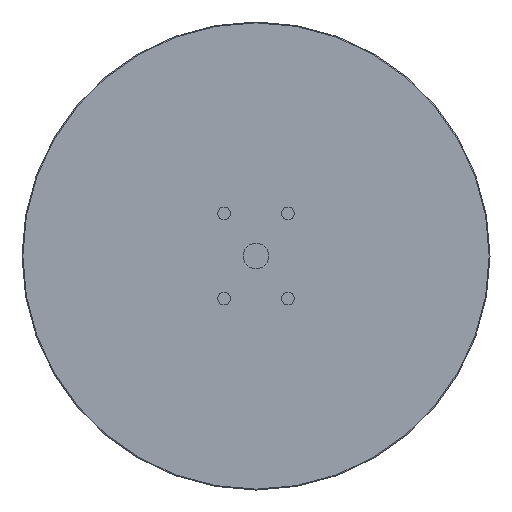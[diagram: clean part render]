
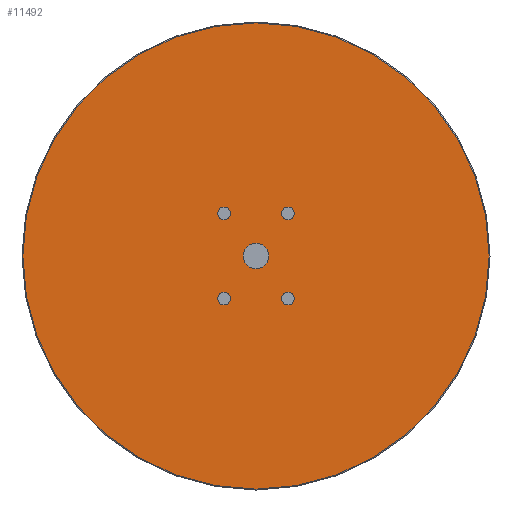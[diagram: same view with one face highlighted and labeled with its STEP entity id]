
A CAD part, left-side view. The second image highlights one B-rep face of the part: STEP entity #11492.
In plain terms, the highlighted planar face has unit normal (-1, 0, 0).
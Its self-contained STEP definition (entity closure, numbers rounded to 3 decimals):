
#4 = EDGE_LOOP ( 'NONE', ( #9989, #5181 ) ) ;
#424 = CARTESIAN_POINT ( 'NONE',  ( 32.644, 64.995, 44.256 ) ) ;
#500 = CARTESIAN_POINT ( 'NONE',  ( 32.644, 64.995, 64.256 ) ) ;
#548 = CARTESIAN_POINT ( 'NONE',  ( 32.644, 49.995, 44.256 ) ) ;
#590 = ORIENTED_EDGE ( 'NONE', *, *, #3093, .T. ) ;
#616 = ORIENTED_EDGE ( 'NONE', *, *, #10516, .T. ) ;
#688 = EDGE_LOOP ( 'NONE', ( #616, #2672 ) ) ;
#788 = CARTESIAN_POINT ( 'NONE',  ( 32.644, 49.995, 44.256 ) ) ;
#809 = FACE_OUTER_BOUND ( 'NONE', #7825, .T. ) ;
#1002 = DIRECTION ( 'NONE',  ( -1., 0., 0. ) ) ;
#1027 = DIRECTION ( 'NONE',  ( -1., 0., 0. ) ) ;
#1180 = AXIS2_PLACEMENT_3D ( 'NONE', #5370, #9066, #3355 ) ;
#1328 = ORIENTED_EDGE ( 'NONE', *, *, #8301, .T. ) ;
#1382 = CARTESIAN_POINT ( 'NONE',  ( 32.644, 63.495, 64.256 ) ) ;
#1594 = DIRECTION ( 'NONE',  ( 1., 0., 0. ) ) ;
#1884 = ORIENTED_EDGE ( 'NONE', *, *, #4980, .T. ) ;
#2023 = EDGE_LOOP ( 'NONE', ( #4720, #4505 ) ) ;
#2129 = CARTESIAN_POINT ( 'NONE',  ( 32.644, 49.995, 64.256 ) ) ;
#2232 = VERTEX_POINT ( 'NONE', #10118 ) ;
#2449 = FACE_BOUND ( 'NONE', #2023, .T. ) ;
#2480 = VERTEX_POINT ( 'NONE', #7733 ) ;
#2600 = DIRECTION ( 'NONE',  ( 0., 1., 0. ) ) ;
#2672 = ORIENTED_EDGE ( 'NONE', *, *, #4233, .T. ) ;
#2885 = DIRECTION ( 'NONE',  ( 0., 1., 0. ) ) ;
#3022 = CIRCLE ( 'NONE', #10121, 1.5 ) ;
#3093 = EDGE_CURVE ( 'NONE', #2232, #4280, #10933, .T. ) ;
#3253 = VERTEX_POINT ( 'NONE', #7866 ) ;
#3304 = CIRCLE ( 'NONE', #6031, 1.5 ) ;
#3355 = DIRECTION ( 'NONE',  ( 0., 1., 0. ) ) ;
#3472 = VERTEX_POINT ( 'NONE', #10872 ) ;
#3601 = EDGE_CURVE ( 'NONE', #3253, #4560, #8862, .T. ) ;
#3908 = CIRCLE ( 'NONE', #8183, 1.5 ) ;
#4233 = EDGE_CURVE ( 'NONE', #5509, #2480, #3022, .T. ) ;
#4280 = VERTEX_POINT ( 'NONE', #5121 ) ;
#4320 = DIRECTION ( 'NONE',  ( 0., 1., 0. ) ) ;
#4505 = ORIENTED_EDGE ( 'NONE', *, *, #5542, .T. ) ;
#4560 = VERTEX_POINT ( 'NONE', #6013 ) ;
#4634 = CIRCLE ( 'NONE', #9352, 3. ) ;
#4720 = ORIENTED_EDGE ( 'NONE', *, *, #9077, .T. ) ;
#4874 = CARTESIAN_POINT ( 'NONE',  ( 32.644, 57.495, 54.256 ) ) ;
#4980 = EDGE_CURVE ( 'NONE', #3472, #5358, #9128, .T. ) ;
#5002 = FACE_BOUND ( 'NONE', #688, .T. ) ;
#5089 = CARTESIAN_POINT ( 'NONE',  ( 32.644, 57.495, 54.256 ) ) ;
#5121 = CARTESIAN_POINT ( 'NONE',  ( 32.644, 60.495, 54.256 ) ) ;
#5181 = ORIENTED_EDGE ( 'NONE', *, *, #6817, .T. ) ;
#5193 = CARTESIAN_POINT ( 'NONE',  ( 32.644, 2.695, 54.256 ) ) ;
#5358 = VERTEX_POINT ( 'NONE', #1382 ) ;
#5370 = CARTESIAN_POINT ( 'NONE',  ( 32.644, 64.995, 64.256 ) ) ;
#5440 = FACE_BOUND ( 'NONE', #9348, .T. ) ;
#5470 = VERTEX_POINT ( 'NONE', #10003 ) ;
#5509 = VERTEX_POINT ( 'NONE', #7167 ) ;
#5542 = EDGE_CURVE ( 'NONE', #8928, #8496, #3304, .T. ) ;
#5546 = CIRCLE ( 'NONE', #6278, 54.8 ) ;
#5990 = AXIS2_PLACEMENT_3D ( 'NONE', #5089, #11743, #8982 ) ;
#6013 = CARTESIAN_POINT ( 'NONE',  ( 32.644, 48.495, 64.256 ) ) ;
#6031 = AXIS2_PLACEMENT_3D ( 'NONE', #788, #6456, #2600 ) ;
#6161 = DIRECTION ( 'NONE',  ( 0., 1., 0. ) ) ;
#6183 = FACE_BOUND ( 'NONE', #4, .T. ) ;
#6278 = AXIS2_PLACEMENT_3D ( 'NONE', #9477, #1002, #6679 ) ;
#6284 = DIRECTION ( 'NONE',  ( 1., 0., 0. ) ) ;
#6456 = DIRECTION ( 'NONE',  ( 1., 0., 0. ) ) ;
#6679 = DIRECTION ( 'NONE',  ( 0., 1., 0. ) ) ;
#6710 = EDGE_CURVE ( 'NONE', #5470, #12205, #5546, .T. ) ;
#6794 = DIRECTION ( 'NONE',  ( 0., 1., 0. ) ) ;
#6817 = EDGE_CURVE ( 'NONE', #4560, #3253, #3908, .T. ) ;
#7155 = DIRECTION ( 'NONE',  ( 0., 1., 0. ) ) ;
#7167 = CARTESIAN_POINT ( 'NONE',  ( 32.644, 63.495, 44.256 ) ) ;
#7254 = CARTESIAN_POINT ( 'NONE',  ( 32.644, 51.495, 44.256 ) ) ;
#7306 = CARTESIAN_POINT ( 'NONE',  ( 32.644, 57.495, 54.256 ) ) ;
#7674 = AXIS2_PLACEMENT_3D ( 'NONE', #9171, #6284, #8263 ) ;
#7733 = CARTESIAN_POINT ( 'NONE',  ( 32.644, 66.495, 44.256 ) ) ;
#7825 = EDGE_LOOP ( 'NONE', ( #10444, #9074 ) ) ;
#7866 = CARTESIAN_POINT ( 'NONE',  ( 32.644, 51.495, 64.256 ) ) ;
#7890 = CIRCLE ( 'NONE', #1180, 1.5 ) ;
#8113 = AXIS2_PLACEMENT_3D ( 'NONE', #8637, #1027, #2885 ) ;
#8152 = DIRECTION ( 'NONE',  ( 1., 0., 0. ) ) ;
#8183 = AXIS2_PLACEMENT_3D ( 'NONE', #2129, #11496, #10679 ) ;
#8263 = DIRECTION ( 'NONE',  ( 0., 1., 0. ) ) ;
#8301 = EDGE_CURVE ( 'NONE', #4280, #2232, #4634, .T. ) ;
#8345 = EDGE_CURVE ( 'NONE', #12205, #5470, #10995, .T. ) ;
#8496 = VERTEX_POINT ( 'NONE', #7254 ) ;
#8637 = CARTESIAN_POINT ( 'NONE',  ( 32.644, 57.495, 54.256 ) ) ;
#8862 = CIRCLE ( 'NONE', #7674, 1.5 ) ;
#8879 = CARTESIAN_POINT ( 'NONE',  ( 32.644, 64.995, 44.256 ) ) ;
#8928 = VERTEX_POINT ( 'NONE', #10837 ) ;
#8982 = DIRECTION ( 'NONE',  ( 0., 1., 0. ) ) ;
#9061 = EDGE_CURVE ( 'NONE', #5358, #3472, #7890, .T. ) ;
#9066 = DIRECTION ( 'NONE',  ( 1., 0., 0. ) ) ;
#9074 = ORIENTED_EDGE ( 'NONE', *, *, #8345, .T. ) ;
#9077 = EDGE_CURVE ( 'NONE', #8496, #8928, #10693, .T. ) ;
#9128 = CIRCLE ( 'NONE', #9341, 1.5 ) ;
#9142 = DIRECTION ( 'NONE',  ( 0., 1., 0. ) ) ;
#9168 = CIRCLE ( 'NONE', #11767, 1.5 ) ;
#9171 = CARTESIAN_POINT ( 'NONE',  ( 32.644, 49.995, 64.256 ) ) ;
#9341 = AXIS2_PLACEMENT_3D ( 'NONE', #500, #11953, #7155 ) ;
#9348 = EDGE_LOOP ( 'NONE', ( #1884, #11797 ) ) ;
#9352 = AXIS2_PLACEMENT_3D ( 'NONE', #4874, #9623, #6794 ) ;
#9477 = CARTESIAN_POINT ( 'NONE',  ( 32.644, 57.495, 54.256 ) ) ;
#9623 = DIRECTION ( 'NONE',  ( 1., 0., 0. ) ) ;
#9726 = DIRECTION ( 'NONE',  ( 1., 0., 0. ) ) ;
#9989 = ORIENTED_EDGE ( 'NONE', *, *, #3601, .T. ) ;
#9996 = DIRECTION ( 'NONE',  ( 1., 0., 0. ) ) ;
#10003 = CARTESIAN_POINT ( 'NONE',  ( 32.644, 112.295, 54.256 ) ) ;
#10118 = CARTESIAN_POINT ( 'NONE',  ( 32.644, 54.495, 54.256 ) ) ;
#10121 = AXIS2_PLACEMENT_3D ( 'NONE', #8879, #9726, #11759 ) ;
#10444 = ORIENTED_EDGE ( 'NONE', *, *, #6710, .T. ) ;
#10516 = EDGE_CURVE ( 'NONE', #2480, #5509, #9168, .T. ) ;
#10679 = DIRECTION ( 'NONE',  ( 0., 1., 0. ) ) ;
#10693 = CIRCLE ( 'NONE', #10808, 1.5 ) ;
#10808 = AXIS2_PLACEMENT_3D ( 'NONE', #548, #8152, #9142 ) ;
#10837 = CARTESIAN_POINT ( 'NONE',  ( 32.644, 48.495, 44.256 ) ) ;
#10872 = CARTESIAN_POINT ( 'NONE',  ( 32.644, 66.495, 64.256 ) ) ;
#10933 = CIRCLE ( 'NONE', #11786, 3. ) ;
#10995 = CIRCLE ( 'NONE', #8113, 54.8 ) ;
#11492 = ADVANCED_FACE ( 'NONE', ( #5002, #5440, #6183, #2449, #12251, #809 ), #11784, .F. ) ;
#11496 = DIRECTION ( 'NONE',  ( 1., 0., 0. ) ) ;
#11659 = EDGE_LOOP ( 'NONE', ( #1328, #590 ) ) ;
#11743 = DIRECTION ( 'NONE',  ( 1., 0., 0. ) ) ;
#11759 = DIRECTION ( 'NONE',  ( 0., 1., 0. ) ) ;
#11767 = AXIS2_PLACEMENT_3D ( 'NONE', #424, #9996, #6161 ) ;
#11784 = PLANE ( 'NONE',  #5990 ) ;
#11786 = AXIS2_PLACEMENT_3D ( 'NONE', #7306, #1594, #4320 ) ;
#11797 = ORIENTED_EDGE ( 'NONE', *, *, #9061, .T. ) ;
#11953 = DIRECTION ( 'NONE',  ( 1., 0., 0. ) ) ;
#12205 = VERTEX_POINT ( 'NONE', #5193 ) ;
#12251 = FACE_BOUND ( 'NONE', #11659, .T. ) ;
